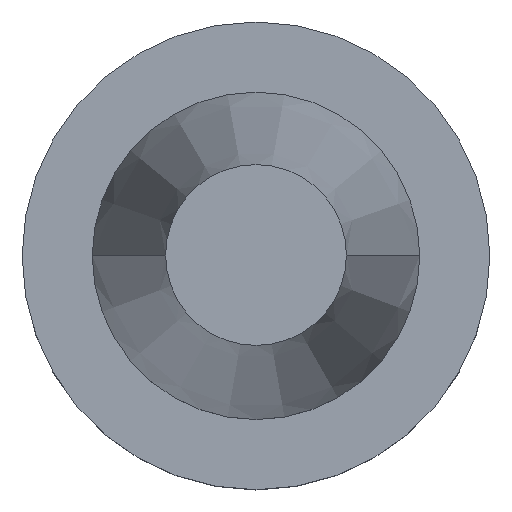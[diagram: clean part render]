
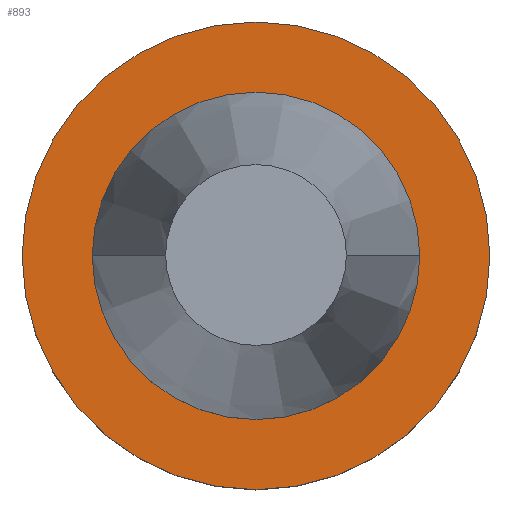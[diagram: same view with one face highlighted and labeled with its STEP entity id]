
A CAD part, top view. The second image highlights one B-rep face of the part: STEP entity #893.
In plain terms, the highlighted planar face has unit normal (0, 0, 1).
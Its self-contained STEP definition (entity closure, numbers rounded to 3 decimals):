
#9 = CIRCLE ( 'NONE', #66, 31.75 ) ;
#36 = AXIS2_PLACEMENT_3D ( 'NONE', #189, #361, #286 ) ;
#41 = EDGE_LOOP ( 'NONE', ( #594, #679 ) ) ;
#48 = FACE_BOUND ( 'NONE', #41, .T. ) ;
#53 = DIRECTION ( 'NONE',  ( 1., 0., 0. ) ) ;
#59 = ORIENTED_EDGE ( 'NONE', *, *, #805, .T. ) ;
#66 = AXIS2_PLACEMENT_3D ( 'NONE', #1050, #1076, #53 ) ;
#136 = DIRECTION ( 'NONE',  ( 0., 0., -1. ) ) ;
#137 = CIRCLE ( 'NONE', #654, 31.75 ) ;
#139 = VERTEX_POINT ( 'NONE', #590 ) ;
#147 = CARTESIAN_POINT ( 'NONE',  ( 22.225, 0., -1. ) ) ;
#156 = ORIENTED_EDGE ( 'NONE', *, *, #776, .T. ) ;
#189 = CARTESIAN_POINT ( 'NONE',  ( 0., 0., -1. ) ) ;
#216 = EDGE_CURVE ( 'NONE', #397, #639, #335, .T. ) ;
#223 = CARTESIAN_POINT ( 'NONE',  ( 0., 31.75, -1. ) ) ;
#257 = AXIS2_PLACEMENT_3D ( 'NONE', #415, #428, #926 ) ;
#286 = DIRECTION ( 'NONE',  ( 1., 0., 0. ) ) ;
#297 = AXIS2_PLACEMENT_3D ( 'NONE', #223, #136, #565 ) ;
#298 = CARTESIAN_POINT ( 'NONE',  ( 0., 0., -1. ) ) ;
#335 = CIRCLE ( 'NONE', #36, 22.225 ) ;
#361 = DIRECTION ( 'NONE',  ( 0., 0., 1. ) ) ;
#389 = EDGE_LOOP ( 'NONE', ( #59, #156 ) ) ;
#391 = CARTESIAN_POINT ( 'NONE',  ( -31.75, 0., -1. ) ) ;
#394 = DIRECTION ( 'NONE',  ( 1., 0., 0. ) ) ;
#395 = VERTEX_POINT ( 'NONE', #391 ) ;
#397 = VERTEX_POINT ( 'NONE', #147 ) ;
#415 = CARTESIAN_POINT ( 'NONE',  ( 0., 0., -1. ) ) ;
#428 = DIRECTION ( 'NONE',  ( 0., 0., 1. ) ) ;
#457 = CARTESIAN_POINT ( 'NONE',  ( -22.225, 0., -1. ) ) ;
#475 = CIRCLE ( 'NONE', #257, 22.225 ) ;
#498 = EDGE_CURVE ( 'NONE', #639, #397, #475, .T. ) ;
#565 = DIRECTION ( 'NONE',  ( -1., 0., 0. ) ) ;
#590 = CARTESIAN_POINT ( 'NONE',  ( 31.75, 0., -1. ) ) ;
#594 = ORIENTED_EDGE ( 'NONE', *, *, #216, .F. ) ;
#638 = DIRECTION ( 'NONE',  ( 0., 0., 1. ) ) ;
#639 = VERTEX_POINT ( 'NONE', #457 ) ;
#654 = AXIS2_PLACEMENT_3D ( 'NONE', #298, #638, #394 ) ;
#679 = ORIENTED_EDGE ( 'NONE', *, *, #498, .F. ) ;
#776 = EDGE_CURVE ( 'NONE', #395, #139, #137, .T. ) ;
#805 = EDGE_CURVE ( 'NONE', #139, #395, #9, .T. ) ;
#893 = ADVANCED_FACE ( 'NONE', ( #48, #1058 ), #977, .F. ) ;
#926 = DIRECTION ( 'NONE',  ( 1., 0., 0. ) ) ;
#977 = PLANE ( 'NONE',  #297 ) ;
#1050 = CARTESIAN_POINT ( 'NONE',  ( 0., 0., -1. ) ) ;
#1058 = FACE_OUTER_BOUND ( 'NONE', #389, .T. ) ;
#1076 = DIRECTION ( 'NONE',  ( 0., 0., 1. ) ) ;
